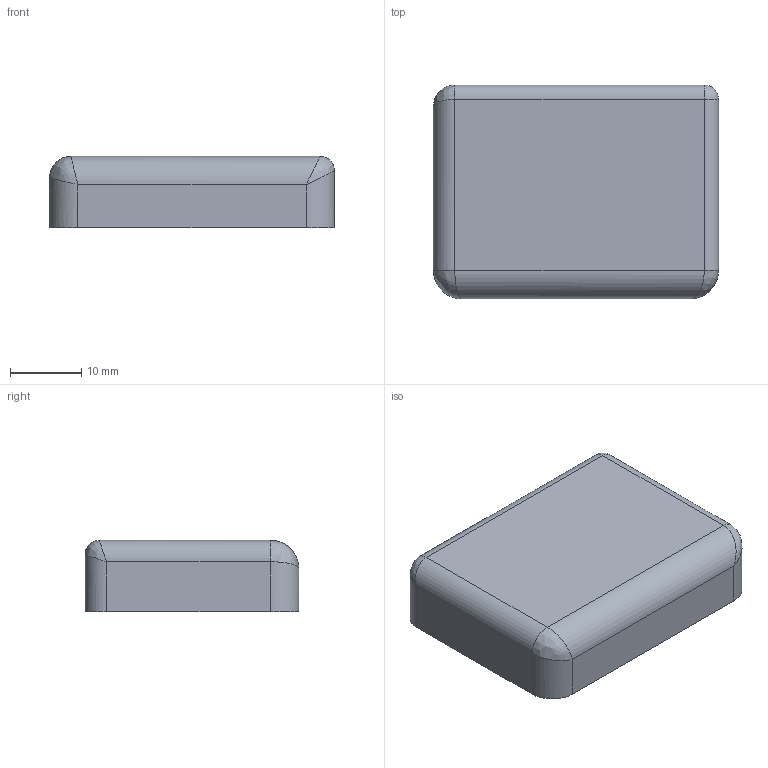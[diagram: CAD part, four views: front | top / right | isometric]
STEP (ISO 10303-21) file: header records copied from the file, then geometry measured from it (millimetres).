
FILE_DESCRIPTION(/* description */ (''),/* implementation_level */ '2;1');
FILE_NAME(/* name */ 'TopEdgeFilletsConnected1.stp',/* time_stamp */ '2022-09-07T12:16:30+02:00',/* author */ ('AndrzejPapierok'),/* organization */ (''),/* preprocessor_version */ 'ST-DEVELOPER v19',/* originating_system */ 'Autodesk Inventor 2023',/* authorisation */ '');
FILE_SCHEMA (('AUTOMOTIVE_DESIGN { 1 0 10303 214 3 1 1 }'));
Length unit declared in the file: millimetre
Products named in the file (1): Part12
Bounding box: 40 x 30 x 10 mm (x, y, z)
Volume: 11668.8 mm3; surface area: 3562.2 mm2
Topology: 1 solids, 1 shells, 18 faces, 39 edges, 20 vertices
Faces by surface type: cylinder 8, plane 6, bspline 3, sphere 1
Entity records: 586 total; most frequent: CARTESIAN_POINT 167, DIRECTION 84, ORIENTED_EDGE 72, EDGE_CURVE 36, AXIS2_PLACEMENT_3D 32, LINE 20, VECTOR 20, VERTEX_POINT 20
